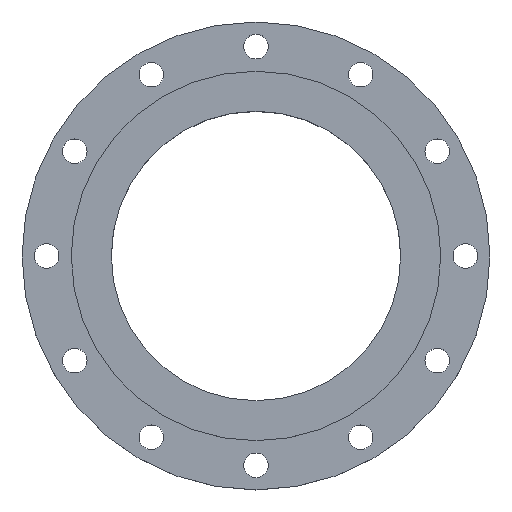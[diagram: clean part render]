
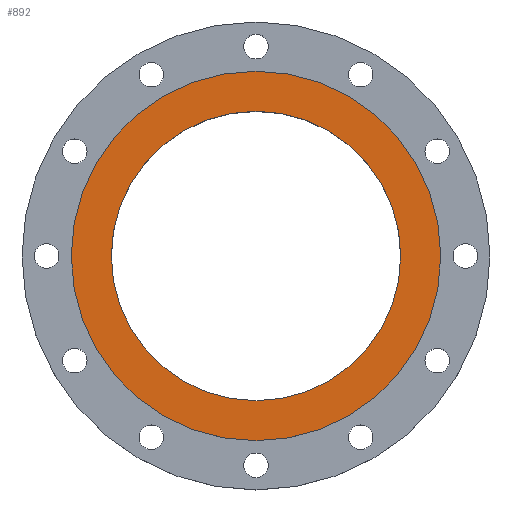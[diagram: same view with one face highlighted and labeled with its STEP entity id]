
A CAD part, top view. The second image highlights one B-rep face of the part: STEP entity #892.
In plain terms, the highlighted planar face has unit normal (0, 0, 1).
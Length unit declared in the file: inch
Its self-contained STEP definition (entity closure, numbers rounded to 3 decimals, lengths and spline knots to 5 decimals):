
#15 = DIRECTION ( 'NONE',  ( 0., 0., -1. ) ) ;
#57 = EDGE_LOOP ( 'NONE', ( #952, #173 ) ) ;
#75 = EDGE_CURVE ( 'NONE', #847, #137, #1326, .T. ) ;
#137 = VERTEX_POINT ( 'NONE', #1331 ) ;
#146 = AXIS2_PLACEMENT_3D ( 'NONE', #1038, #15, #1127 ) ;
#173 = ORIENTED_EDGE ( 'NONE', *, *, #475, .F. ) ;
#288 = CARTESIAN_POINT ( 'NONE',  ( 5.875, 0., 0. ) ) ;
#301 = VERTEX_POINT ( 'NONE', #1109 ) ;
#337 = DIRECTION ( 'NONE',  ( 0., 0., 1. ) ) ;
#386 = DIRECTION ( 'NONE',  ( 0., 0., 1. ) ) ;
#412 = ORIENTED_EDGE ( 'NONE', *, *, #1245, .T. ) ;
#414 = CARTESIAN_POINT ( 'NONE',  ( 7.5, 0., 0. ) ) ;
#429 = CARTESIAN_POINT ( 'NONE',  ( 0., 0., 0. ) ) ;
#475 = EDGE_CURVE ( 'NONE', #301, #1237, #918, .T. ) ;
#480 = AXIS2_PLACEMENT_3D ( 'NONE', #1395, #386, #990 ) ;
#543 = DIRECTION ( 'NONE',  ( 1., 0., 0. ) ) ;
#565 = DIRECTION ( 'NONE',  ( 1., 0., 0. ) ) ;
#578 = ORIENTED_EDGE ( 'NONE', *, *, #75, .T. ) ;
#618 = CIRCLE ( 'NONE', #1045, 5.875 ) ;
#649 = AXIS2_PLACEMENT_3D ( 'NONE', #666, #1356, #543 ) ;
#666 = CARTESIAN_POINT ( 'NONE',  ( 0., 0., 0. ) ) ;
#672 = AXIS2_PLACEMENT_3D ( 'NONE', #973, #1078, #1396 ) ;
#701 = PLANE ( 'NONE',  #146 ) ;
#847 = VERTEX_POINT ( 'NONE', #414 ) ;
#853 = EDGE_CURVE ( 'NONE', #1237, #301, #618, .T. ) ;
#892 = ADVANCED_FACE ( 'NONE', ( #1035, #925 ), #701, .F. ) ;
#918 = CIRCLE ( 'NONE', #480, 5.875 ) ;
#925 = FACE_OUTER_BOUND ( 'NONE', #970, .T. ) ;
#952 = ORIENTED_EDGE ( 'NONE', *, *, #853, .F. ) ;
#970 = EDGE_LOOP ( 'NONE', ( #578, #412 ) ) ;
#973 = CARTESIAN_POINT ( 'NONE',  ( 0., 0., 0. ) ) ;
#990 = DIRECTION ( 'NONE',  ( 1., 0., 0. ) ) ;
#1035 = FACE_BOUND ( 'NONE', #57, .T. ) ;
#1038 = CARTESIAN_POINT ( 'NONE',  ( 0., 5.875, 0. ) ) ;
#1045 = AXIS2_PLACEMENT_3D ( 'NONE', #429, #337, #565 ) ;
#1078 = DIRECTION ( 'NONE',  ( 0., 0., 1. ) ) ;
#1109 = CARTESIAN_POINT ( 'NONE',  ( -5.875, 0., 0. ) ) ;
#1127 = DIRECTION ( 'NONE',  ( -1., 0., 0. ) ) ;
#1237 = VERTEX_POINT ( 'NONE', #288 ) ;
#1245 = EDGE_CURVE ( 'NONE', #137, #847, #1437, .T. ) ;
#1326 = CIRCLE ( 'NONE', #649, 7.5 ) ;
#1331 = CARTESIAN_POINT ( 'NONE',  ( -7.5, 0., 0. ) ) ;
#1356 = DIRECTION ( 'NONE',  ( 0., 0., 1. ) ) ;
#1395 = CARTESIAN_POINT ( 'NONE',  ( 0., 0., 0. ) ) ;
#1396 = DIRECTION ( 'NONE',  ( 1., 0., 0. ) ) ;
#1437 = CIRCLE ( 'NONE', #672, 7.5 ) ;
